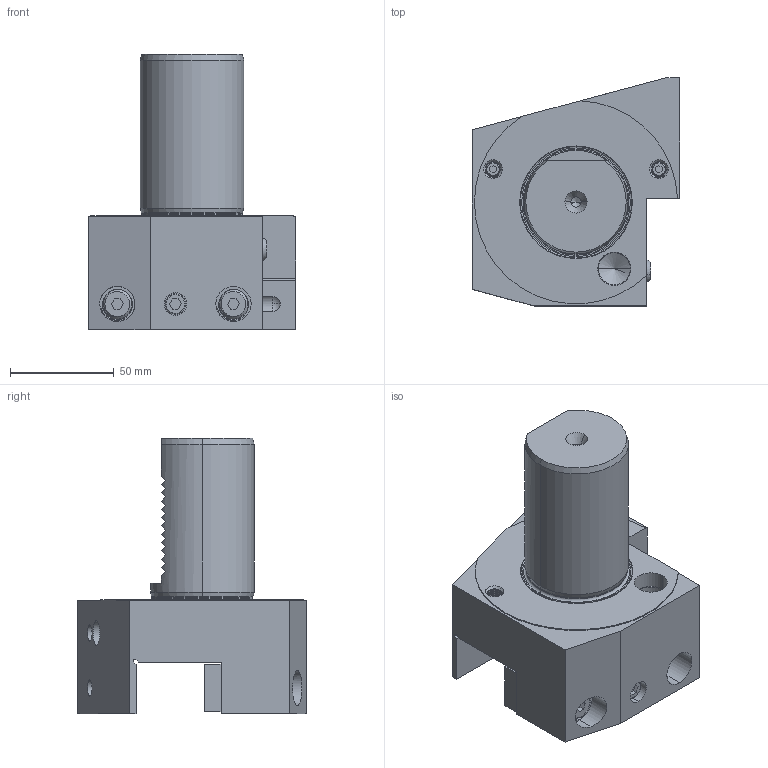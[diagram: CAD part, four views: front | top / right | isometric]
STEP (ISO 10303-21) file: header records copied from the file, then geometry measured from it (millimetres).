
FILE_DESCRIPTION (( 'STEP AP203' ), '1' );
FILE_NAME ('VDI50 B4.STEP', '2017-12-26T10:20:12', ( '' ), ( '' ), 'SwSTEP 2.0', 'SolidWorks 2012', '' );
FILE_SCHEMA (( 'CONFIG_CONTROL_DESIGN' ));
Length unit declared in the file: millimetre
Products named in the file (12): O型環10; M6螺絲投; VDI50    B4; M8尖頭螺絲; 皿頭_M5; 出水銅嘴; M16平頭螺絲35; 84x23x8; M6x40; 33x7.8; 管螺文螺絲; B4_成品圖
Assembly tree (15 placements, depth 2):
  VDI50    B4
    B4_成品圖
    33x7.8
    84x23x8
    M6x40
    管螺文螺絲
    皿頭_M5
    M16平頭螺絲35  x2
    M8尖頭螺絲  x2
    出水銅嘴
    M6螺絲投  x3
    O型環10
Bounding box: 100 x 110 x 133 mm (x, y, z)
Volume: 527703 mm3; surface area: 84394.2 mm2
Topology: 15 solids, 15 shells, 778 faces, 2094 edges, 1353 vertices
Faces by surface type: cylinder 399, plane 159, cone 155, bspline 45, torus 14, sphere 6
Entity records: 66169 total; most frequent: CARTESIAN_POINT 50451, ORIENTED_EDGE 3542, DIRECTION 2455, EDGE_CURVE 1771, VERTEX_POINT 1146, AXIS2_PLACEMENT_3D 895, EDGE_LOOP 701, VECTOR 665
